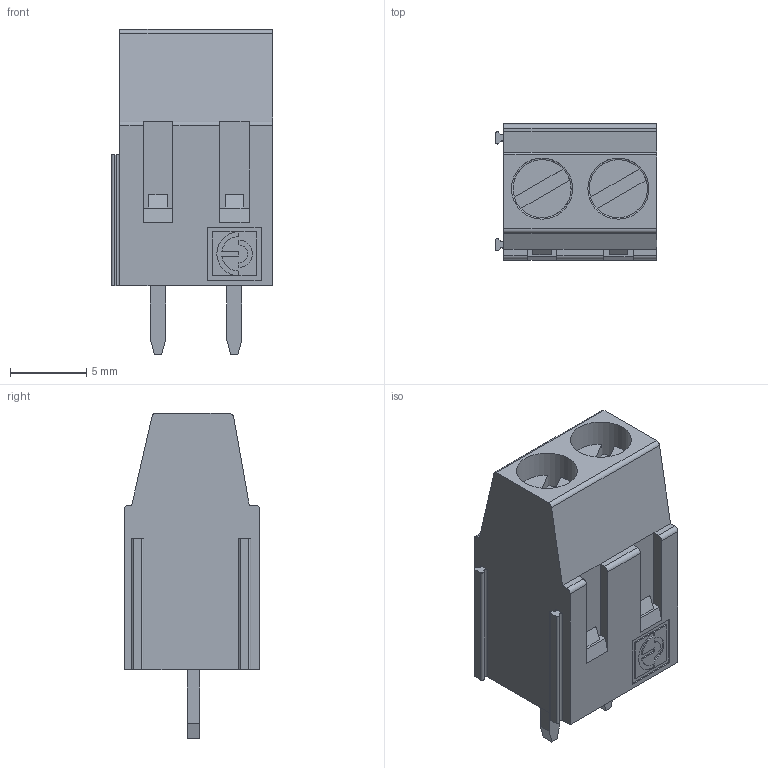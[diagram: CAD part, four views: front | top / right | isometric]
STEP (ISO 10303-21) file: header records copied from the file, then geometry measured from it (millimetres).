
FILE_DESCRIPTION(('STEP AP214'),'1');
FILE_NAME('MVE252-5-V.stp','2023-07-06T15:44:34',(' '),(' '),'Spatial InterOp 3D',' ',' ');
FILE_SCHEMA(('AUTOMOTIVE_DESIGN { 1 0 10303 214 1 1 1 1 }'));
Length unit declared in the file: metre
Products named in the file (1): 1688657262
Bounding box: 10.55 x 8.9 x 21.3 mm (x, y, z)
Volume: 1149.7 mm3; surface area: 1189.5 mm2
Topology: 1 solids, 1 shells, 155 faces, 418 edges, 278 vertices
Faces by surface type: plane 118, cylinder 34, cone 2, extrusion 1
Full cylindrical faces by diameter (mm): 2.6 x2, 2.85 x2, 3.8 x2, 4 x2
Entity records: 6025 total; most frequent: CARTESIAN_POINT 861, ORIENTED_EDGE 808, DIRECTION 786, EDGE_CURVE 404, VECTOR 324, LINE 323, VERTEX_POINT 274, AXIS2_PLACEMENT_3D 231
